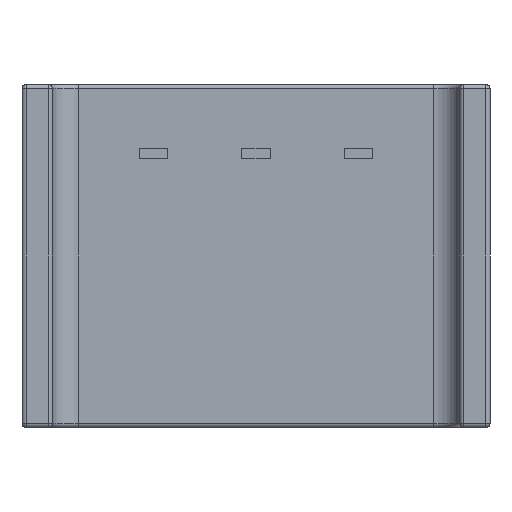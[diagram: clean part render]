
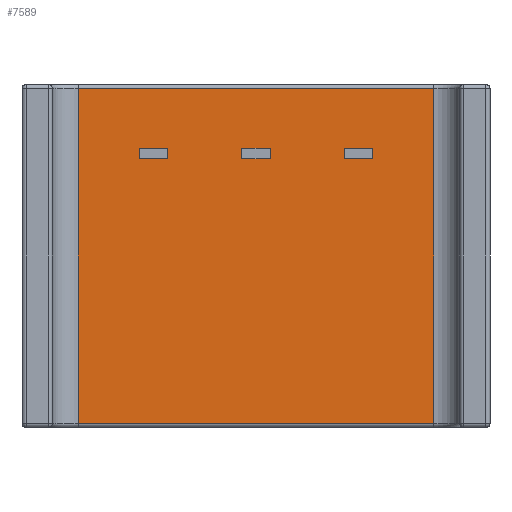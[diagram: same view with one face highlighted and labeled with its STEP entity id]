
A CAD part, front view. The second image highlights one B-rep face of the part: STEP entity #7589.
In plain terms, the highlighted planar face has unit normal (0, -1, 0).
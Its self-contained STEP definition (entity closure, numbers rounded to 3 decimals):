
#114 = CARTESIAN_POINT ( 'NONE',  ( 2.89, 0.75, 2.415 ) ) ;
#129 = EDGE_CURVE ( 'NONE', #5427, #3530, #479, .T. ) ;
#165 = CARTESIAN_POINT ( 'NONE',  ( 2.19, 0.75, 2.665 ) ) ;
#232 = PLANE ( 'NONE',  #9418 ) ;
#287 = VECTOR ( 'NONE', #9796, 1000. ) ;
#326 = CARTESIAN_POINT ( 'NONE',  ( 5.05, 0.75, -4.15 ) ) ;
#433 = VERTEX_POINT ( 'NONE', #3243 ) ;
#438 = DIRECTION ( 'NONE',  ( -1., 0., 0. ) ) ;
#479 = LINE ( 'NONE', #5715, #10728 ) ;
#744 = CARTESIAN_POINT ( 'NONE',  ( -2.19, 0.75, 2.415 ) ) ;
#865 = DIRECTION ( 'NONE',  ( -1., 0., 0. ) ) ;
#1010 = VECTOR ( 'NONE', #11525, 1000. ) ;
#1346 = CARTESIAN_POINT ( 'NONE',  ( 4.4, 0.75, 4.25 ) ) ;
#1503 = CARTESIAN_POINT ( 'NONE',  ( 5.05, 0.75, -4.25 ) ) ;
#1509 = EDGE_CURVE ( 'NONE', #2390, #13893, #11277, .T. ) ;
#1725 = CARTESIAN_POINT ( 'NONE',  ( -2.89, 0.75, 2.415 ) ) ;
#1782 = ORIENTED_EDGE ( 'NONE', *, *, #10885, .F. ) ;
#2390 = VERTEX_POINT ( 'NONE', #8717 ) ;
#2469 = EDGE_LOOP ( 'NONE', ( #5094, #6651, #10099, #12455 ) ) ;
#2471 = CARTESIAN_POINT ( 'NONE',  ( 2.19, 0.75, 2.415 ) ) ;
#2574 = VECTOR ( 'NONE', #14232, 1000. ) ;
#2633 = DIRECTION ( 'NONE',  ( 1., 0., 0. ) ) ;
#2634 = FACE_BOUND ( 'NONE', #2469, .T. ) ;
#2697 = VERTEX_POINT ( 'NONE', #114 ) ;
#2903 = CARTESIAN_POINT ( 'NONE',  ( 2.89, 0.75, 2.415 ) ) ;
#2915 = DIRECTION ( 'NONE',  ( 0., 1., 0. ) ) ;
#2935 = CARTESIAN_POINT ( 'NONE',  ( -0.35, 0.75, 2.415 ) ) ;
#2986 = EDGE_CURVE ( 'NONE', #2697, #14171, #15433, .T. ) ;
#3017 = FACE_BOUND ( 'NONE', #13464, .T. ) ;
#3161 = CARTESIAN_POINT ( 'NONE',  ( -4.4, 0.75, -4.15 ) ) ;
#3164 = ORIENTED_EDGE ( 'NONE', *, *, #11643, .F. ) ;
#3241 = CARTESIAN_POINT ( 'NONE',  ( -2.89, 0.75, 2.415 ) ) ;
#3243 = CARTESIAN_POINT ( 'NONE',  ( 0.35, 0.75, 2.665 ) ) ;
#3294 = DIRECTION ( 'NONE',  ( 0., 0., 1. ) ) ;
#3485 = DIRECTION ( 'NONE',  ( 0., 0., 1. ) ) ;
#3487 = LINE ( 'NONE', #744, #8421 ) ;
#3530 = VERTEX_POINT ( 'NONE', #2935 ) ;
#3698 = CARTESIAN_POINT ( 'NONE',  ( 4.4, 0.75, -4.15 ) ) ;
#3717 = CARTESIAN_POINT ( 'NONE',  ( 2.19, 0.75, 2.415 ) ) ;
#3741 = LINE ( 'NONE', #3241, #9821 ) ;
#3785 = DIRECTION ( 'NONE',  ( 0., 0., 1. ) ) ;
#3923 = VECTOR ( 'NONE', #12035, 1000. ) ;
#3942 = LINE ( 'NONE', #13048, #2574 ) ;
#4298 = VECTOR ( 'NONE', #12132, 1000. ) ;
#4590 = LINE ( 'NONE', #13060, #7245 ) ;
#4667 = LINE ( 'NONE', #2471, #4298 ) ;
#4757 = LINE ( 'NONE', #326, #12155 ) ;
#4946 = EDGE_CURVE ( 'NONE', #3530, #14432, #3942, .T. ) ;
#4997 = LINE ( 'NONE', #10311, #1010 ) ;
#5053 = LINE ( 'NONE', #9933, #11501 ) ;
#5094 = ORIENTED_EDGE ( 'NONE', *, *, #11413, .F. ) ;
#5239 = ORIENTED_EDGE ( 'NONE', *, *, #4946, .T. ) ;
#5243 = EDGE_CURVE ( 'NONE', #10953, #11046, #4667, .T. ) ;
#5415 = ORIENTED_EDGE ( 'NONE', *, *, #129, .T. ) ;
#5427 = VERTEX_POINT ( 'NONE', #5778 ) ;
#5471 = LINE ( 'NONE', #15539, #15129 ) ;
#5715 = CARTESIAN_POINT ( 'NONE',  ( 0.35, 0.75, 2.415 ) ) ;
#5778 = CARTESIAN_POINT ( 'NONE',  ( 0.35, 0.75, 2.415 ) ) ;
#5905 = EDGE_CURVE ( 'NONE', #13690, #6481, #3487, .T. ) ;
#6019 = EDGE_LOOP ( 'NONE', ( #9357, #13010, #7544, #8726 ) ) ;
#6481 = VERTEX_POINT ( 'NONE', #1725 ) ;
#6651 = ORIENTED_EDGE ( 'NONE', *, *, #5905, .T. ) ;
#6659 = VECTOR ( 'NONE', #3785, 1000. ) ;
#6949 = ORIENTED_EDGE ( 'NONE', *, *, #9547, .F. ) ;
#7094 = EDGE_CURVE ( 'NONE', #12628, #12150, #4757, .T. ) ;
#7096 = CARTESIAN_POINT ( 'NONE',  ( -2.19, 0.75, 2.415 ) ) ;
#7203 = CARTESIAN_POINT ( 'NONE',  ( -2.19, 0.75, 2.415 ) ) ;
#7245 = VECTOR ( 'NONE', #10826, 1000. ) ;
#7277 = CARTESIAN_POINT ( 'NONE',  ( -0.35, 0.75, 2.665 ) ) ;
#7391 = EDGE_CURVE ( 'NONE', #12150, #2390, #12334, .T. ) ;
#7544 = ORIENTED_EDGE ( 'NONE', *, *, #7391, .T. ) ;
#7589 = ADVANCED_FACE ( 'NONE', ( #3017, #13852, #2634, #15537 ), #232, .F. ) ;
#7865 = DIRECTION ( 'NONE',  ( 0., 0., 1. ) ) ;
#8103 = CARTESIAN_POINT ( 'NONE',  ( 2.89, 0.75, 2.665 ) ) ;
#8421 = VECTOR ( 'NONE', #14002, 1000. ) ;
#8475 = LINE ( 'NONE', #11833, #3923 ) ;
#8717 = CARTESIAN_POINT ( 'NONE',  ( 4.4, 0.75, 4.15 ) ) ;
#8726 = ORIENTED_EDGE ( 'NONE', *, *, #1509, .T. ) ;
#8899 = CARTESIAN_POINT ( 'NONE',  ( -4.4, 0.75, 4.15 ) ) ;
#9088 = EDGE_CURVE ( 'NONE', #2697, #10953, #5471, .T. ) ;
#9147 = ORIENTED_EDGE ( 'NONE', *, *, #9088, .T. ) ;
#9304 = CARTESIAN_POINT ( 'NONE',  ( -2.89, 0.75, 2.665 ) ) ;
#9357 = ORIENTED_EDGE ( 'NONE', *, *, #12104, .T. ) ;
#9418 = AXIS2_PLACEMENT_3D ( 'NONE', #1503, #2915, #438 ) ;
#9547 = EDGE_CURVE ( 'NONE', #433, #14432, #8475, .T. ) ;
#9796 = DIRECTION ( 'NONE',  ( -1., 0., 0. ) ) ;
#9821 = VECTOR ( 'NONE', #3294, 1000. ) ;
#9906 = VECTOR ( 'NONE', #11056, 1000. ) ;
#9933 = CARTESIAN_POINT ( 'NONE',  ( -2.19, 0.75, 2.665 ) ) ;
#9975 = ORIENTED_EDGE ( 'NONE', *, *, #5243, .T. ) ;
#10099 = ORIENTED_EDGE ( 'NONE', *, *, #14835, .T. ) ;
#10311 = CARTESIAN_POINT ( 'NONE',  ( 0.35, 0.75, 2.415 ) ) ;
#10695 = VECTOR ( 'NONE', #7865, 1000. ) ;
#10728 = VECTOR ( 'NONE', #15301, 1000. ) ;
#10826 = DIRECTION ( 'NONE',  ( -1., 0., 0. ) ) ;
#10885 = EDGE_CURVE ( 'NONE', #5427, #433, #4997, .T. ) ;
#10953 = VERTEX_POINT ( 'NONE', #3717 ) ;
#11046 = VERTEX_POINT ( 'NONE', #165 ) ;
#11056 = DIRECTION ( 'NONE',  ( 0., 0., -1. ) ) ;
#11277 = LINE ( 'NONE', #13388, #287 ) ;
#11413 = EDGE_CURVE ( 'NONE', #13690, #13708, #15220, .T. ) ;
#11501 = VECTOR ( 'NONE', #13417, 1000. ) ;
#11525 = DIRECTION ( 'NONE',  ( 0., 0., 1. ) ) ;
#11643 = EDGE_CURVE ( 'NONE', #14171, #11046, #4590, .T. ) ;
#11833 = CARTESIAN_POINT ( 'NONE',  ( 0.35, 0.75, 2.665 ) ) ;
#12035 = DIRECTION ( 'NONE',  ( -1., 0., 0. ) ) ;
#12104 = EDGE_CURVE ( 'NONE', #13893, #12628, #13110, .T. ) ;
#12132 = DIRECTION ( 'NONE',  ( 0., 0., 1. ) ) ;
#12150 = VERTEX_POINT ( 'NONE', #3698 ) ;
#12155 = VECTOR ( 'NONE', #2633, 1000. ) ;
#12219 = CARTESIAN_POINT ( 'NONE',  ( -4.4, 0.75, -4.25 ) ) ;
#12334 = LINE ( 'NONE', #1346, #6659 ) ;
#12384 = EDGE_LOOP ( 'NONE', ( #14619, #9147, #9975, #3164 ) ) ;
#12455 = ORIENTED_EDGE ( 'NONE', *, *, #15145, .F. ) ;
#12628 = VERTEX_POINT ( 'NONE', #3161 ) ;
#13010 = ORIENTED_EDGE ( 'NONE', *, *, #7094, .T. ) ;
#13048 = CARTESIAN_POINT ( 'NONE',  ( -0.35, 0.75, 2.415 ) ) ;
#13060 = CARTESIAN_POINT ( 'NONE',  ( 2.89, 0.75, 2.665 ) ) ;
#13110 = LINE ( 'NONE', #12219, #9906 ) ;
#13388 = CARTESIAN_POINT ( 'NONE',  ( 5.05, 0.75, 4.15 ) ) ;
#13413 = VERTEX_POINT ( 'NONE', #9304 ) ;
#13417 = DIRECTION ( 'NONE',  ( -1., 0., 0. ) ) ;
#13464 = EDGE_LOOP ( 'NONE', ( #1782, #5415, #5239, #6949 ) ) ;
#13690 = VERTEX_POINT ( 'NONE', #7203 ) ;
#13708 = VERTEX_POINT ( 'NONE', #14402 ) ;
#13852 = FACE_OUTER_BOUND ( 'NONE', #6019, .T. ) ;
#13893 = VERTEX_POINT ( 'NONE', #8899 ) ;
#14002 = DIRECTION ( 'NONE',  ( -1., 0., 0. ) ) ;
#14171 = VERTEX_POINT ( 'NONE', #8103 ) ;
#14232 = DIRECTION ( 'NONE',  ( 0., 0., 1. ) ) ;
#14283 = VECTOR ( 'NONE', #3485, 1000. ) ;
#14402 = CARTESIAN_POINT ( 'NONE',  ( -2.19, 0.75, 2.665 ) ) ;
#14432 = VERTEX_POINT ( 'NONE', #7277 ) ;
#14619 = ORIENTED_EDGE ( 'NONE', *, *, #2986, .F. ) ;
#14835 = EDGE_CURVE ( 'NONE', #6481, #13413, #3741, .T. ) ;
#15129 = VECTOR ( 'NONE', #865, 1000. ) ;
#15145 = EDGE_CURVE ( 'NONE', #13708, #13413, #5053, .T. ) ;
#15220 = LINE ( 'NONE', #7096, #14283 ) ;
#15301 = DIRECTION ( 'NONE',  ( -1., 0., 0. ) ) ;
#15433 = LINE ( 'NONE', #2903, #10695 ) ;
#15537 = FACE_BOUND ( 'NONE', #12384, .T. ) ;
#15539 = CARTESIAN_POINT ( 'NONE',  ( 2.89, 0.75, 2.415 ) ) ;
